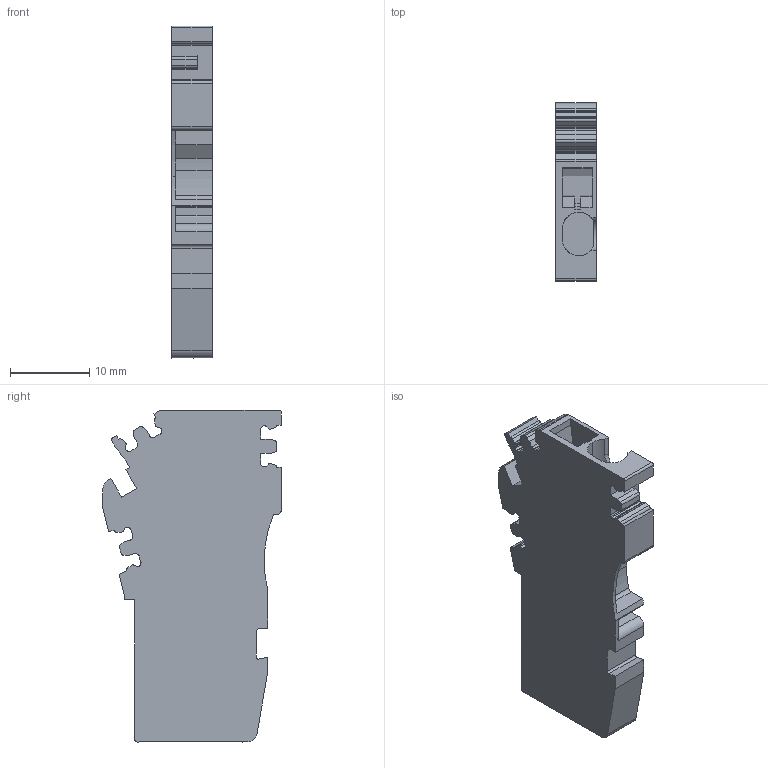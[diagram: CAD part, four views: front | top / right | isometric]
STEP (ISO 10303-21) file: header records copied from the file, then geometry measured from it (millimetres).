
FILE_DESCRIPTION(('CATIA V5 STEP Exchange','CAx-IF Rec.Pracs.--- Model Styling and Organization---1.4--- 2014-01-23'),'2;1');
FILE_NAME ('D1461452_1', '2021-12-17T07:08:36+00:00', ('none'), ('Weidmueller'), 'CATIA Version 5-6 Release 2016 SP3 HF44', 'CATIA V5 STEP AP214', 'none');
FILE_SCHEMA(('AUTOMOTIVE_DESIGN { 1 0 10303 214 1 1 1 1 }'));
Length unit declared in the file: millimetre
Products named in the file (1): 2007080000
Bounding box: 5.1 x 22.55 x 42 mm (x, y, z)
Volume: 2752.6 mm3; surface area: 2789.7 mm2
Topology: 2 solids, 2 shells, 245 faces, 719 edges, 479 vertices
Faces by surface type: plane 156, cylinder 89
Entity records: 8285 total; most frequent: CARTESIAN_POINT 1513, ORIENTED_EDGE 1438, DIRECTION 1199, EDGE_CURVE 719, VECTOR 536, LINE 536, VERTEX_POINT 479, AXIS2_PLACEMENT_3D 419
